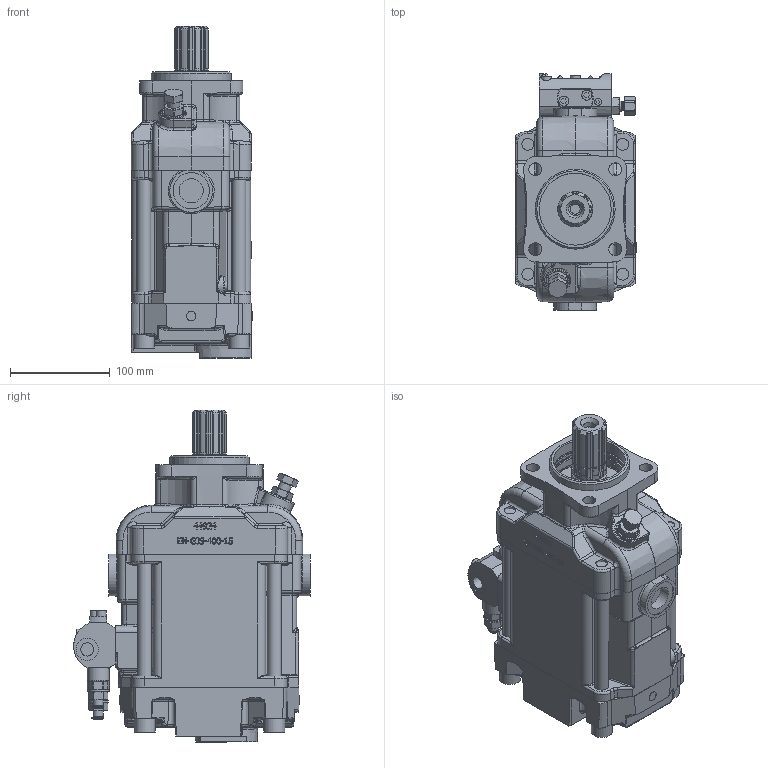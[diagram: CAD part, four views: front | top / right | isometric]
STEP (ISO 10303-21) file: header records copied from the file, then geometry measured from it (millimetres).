
FILE_DESCRIPTION(/* description */ ('Aufstellung N90'),/* implementation_level */ '2;1');
FILE_NAME(/* name */ 'V60N-090 LDY-1-LSP.stp',/* time_stamp */ '2021-05-18T11:58:42+02:00',/* author */ ('hrubyl'),/* organization */ (''),/* preprocessor_version */ 'ST-DEVELOPER v18',/* originating_system */ 'Autodesk Inventor 2020',/* authorisation */ '');
FILE_SCHEMA (('AUTOMOTIVE_DESIGN { 1 0 10303 214 3 1 1 }'));
Products named in the file (22): Aufstellung N90; Front (Y) DIN - N90; Mittelgh.  - N90; Endgh. (1) - N90; Welle (D) DIN - N90; Hubbegr. M12; Zugank. M14; LSP Regler; 9; 10; 11; 12; 13; 14; 15; 16; 17; 18; 19; 20; 21; 22
Assembly tree (24 placements, depth 3):
  Aufstellung N90
    Front (Y) DIN - N90
    Mittelgh.  - N90
    Endgh. (1) - N90
    Welle (D) DIN - N90
    Hubbegr. M12
    Zugank. M14  x4
    LSP Regler
      9
      10
      11
      12
      13
      14
      15
      16
      17
      18
      19
      20
      21
      22
Bounding box: 121.5 x 236.95 x 332.5 mm (x, y, z)
Volume: 4774313 mm3; surface area: 420065.4 mm2
Topology: 23 solids, 23 shells, 2581 faces, 6509 edges, 4095 vertices
Faces by surface type: plane 961, bspline 703, cylinder 624, cone 161, torus 106, sphere 26
Full cylindrical faces by diameter (mm): 2.6 x1, 2.8 x10, 3 x2, 3.5 x2, 4 x2, 4.8 x4, 4.917 x2, 5 x4, 5.5 x1, 6 x16, 6.1 x3, 6.4 x4, 6.5 x3, 6.647 x4, 6.8 x1, 7 x5, 7.98 x1, 8 x2, 8.376 x1, 8.5 x4, 8.8 x1, 9 x3, 9.5 x6, 10 x13, 10.106 x2, 11 x7, 11.835 x4, 12 x2, 13 x5, 13.16 x1
Entity records: 96607 total; most frequent: CARTESIAN_POINT 36027, ORIENTED_EDGE 12736, DIRECTION 10968, EDGE_CURVE 6368, AXIS2_PLACEMENT_3D 4064, VERTEX_POINT 4047, LINE 2840, VECTOR 2840
